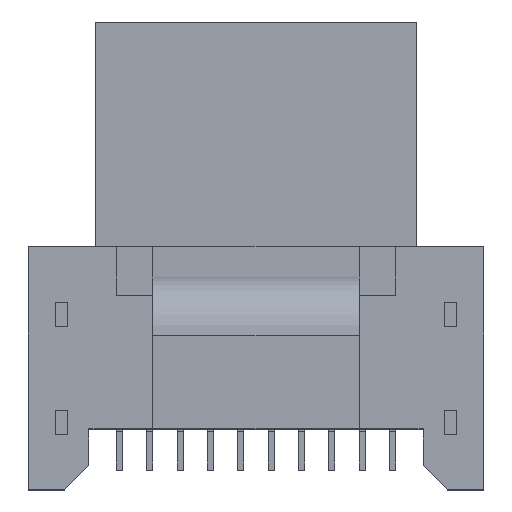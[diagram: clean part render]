
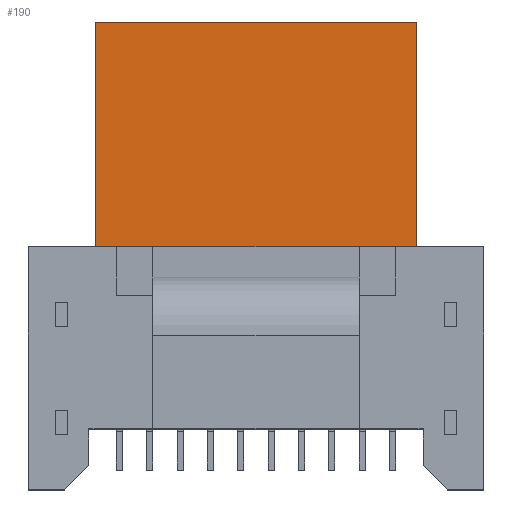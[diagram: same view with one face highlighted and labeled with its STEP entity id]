
A CAD part, top view. The second image highlights one B-rep face of the part: STEP entity #190.
In plain terms, the highlighted planar face has unit normal (0, 0, 1).
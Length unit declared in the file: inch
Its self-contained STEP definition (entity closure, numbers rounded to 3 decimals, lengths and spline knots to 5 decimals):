
#190 = ADVANCED_FACE( '', ( #401 ), #402, .F. );
#401 = FACE_OUTER_BOUND( '', #764, .T. );
#402 = PLANE( '', #765 );
#764 = EDGE_LOOP( '', ( #1303, #1304, #1305, #1306, #1307, #1308 ) );
#765 = AXIS2_PLACEMENT_3D( '', #1309, #1310, #1311 );
#1303 = ORIENTED_EDGE( '', *, *, #2604, .F. );
#1304 = ORIENTED_EDGE( '', *, *, #2593, .F. );
#1305 = ORIENTED_EDGE( '', *, *, #2657, .F. );
#1306 = ORIENTED_EDGE( '', *, *, #2597, .F. );
#1307 = ORIENTED_EDGE( '', *, *, #2660, .F. );
#1308 = ORIENTED_EDGE( '', *, *, #2661, .F. );
#1309 = CARTESIAN_POINT( '', ( -0.1875, 0.385, 0.06 ) );
#1310 = DIRECTION( '', ( 0., 0., -1. ) );
#1311 = DIRECTION( '', ( -1., 0., 0. ) );
#2593 = EDGE_CURVE( '', #3116, #3118, #3119, .T. );
#2597 = EDGE_CURVE( '', #3124, #3126, #3127, .T. );
#2604 = EDGE_CURVE( '', #3118, #3129, #3138, .T. );
#2657 = EDGE_CURVE( '', #3126, #3116, #3239, .T. );
#2660 = EDGE_CURVE( '', #3242, #3124, #3243, .T. );
#2661 = EDGE_CURVE( '', #3129, #3242, #3244, .T. );
#3116 = VERTEX_POINT( '', #3960 );
#3118 = VERTEX_POINT( '', #3963 );
#3119 = LINE( '', #3964, #3965 );
#3124 = VERTEX_POINT( '', #3972 );
#3126 = VERTEX_POINT( '', #3975 );
#3127 = LINE( '', #3976, #3977 );
#3129 = VERTEX_POINT( '', #3980 );
#3138 = LINE( '', #3994, #3995 );
#3239 = LINE( '', #4148, #4149 );
#3242 = VERTEX_POINT( '', #4154 );
#3243 = LINE( '', #4155, #4156 );
#3244 = LINE( '', #4157, #4158 );
#3960 = CARTESIAN_POINT( '', ( 0.1325, 0.385, 0.06 ) );
#3963 = CARTESIAN_POINT( '', ( 0.1325, 0.2, 0.06 ) );
#3964 = CARTESIAN_POINT( '', ( 0.1325, 0.385, 0.06 ) );
#3965 = VECTOR( '', #5075, 39.37008 );
#3972 = CARTESIAN_POINT( '', ( -0.1325, 0.2, 0.06 ) );
#3975 = CARTESIAN_POINT( '', ( -0.1325, 0.385, 0.06 ) );
#3976 = CARTESIAN_POINT( '', ( -0.1325, 0.385, 0.06 ) );
#3977 = VECTOR( '', #5079, 39.37008 );
#3980 = CARTESIAN_POINT( '', ( 0.085, 0.2, 0.06 ) );
#3994 = CARTESIAN_POINT( '', ( -0.1875, 0.2, 0.06 ) );
#3995 = VECTOR( '', #5086, 39.37008 );
#4148 = CARTESIAN_POINT( '', ( -0.1875, 0.385, 0.06 ) );
#4149 = VECTOR( '', #5139, 39.37008 );
#4154 = CARTESIAN_POINT( '', ( -0.085, 0.2, 0.06 ) );
#4155 = CARTESIAN_POINT( '', ( -0.1875, 0.2, 0.06 ) );
#4156 = VECTOR( '', #5142, 39.37008 );
#4157 = CARTESIAN_POINT( '', ( -0.1875, 0.2, 0.06 ) );
#4158 = VECTOR( '', #5143, 39.37008 );
#5075 = DIRECTION( '', ( 0., -1., 0. ) );
#5079 = DIRECTION( '', ( 0., 1., 0. ) );
#5086 = DIRECTION( '', ( -1., 0., 0. ) );
#5139 = DIRECTION( '', ( 1., 0., 0. ) );
#5142 = DIRECTION( '', ( -1., 0., 0. ) );
#5143 = DIRECTION( '', ( -1., 0., 0. ) );
